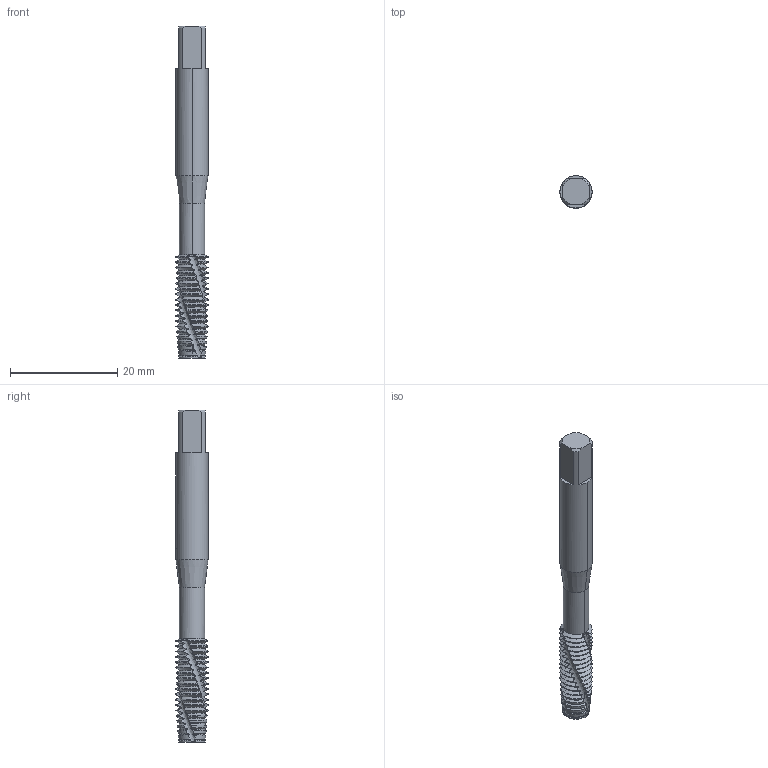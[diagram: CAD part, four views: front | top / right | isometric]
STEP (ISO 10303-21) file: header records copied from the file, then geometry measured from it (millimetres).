
FILE_DESCRIPTION(('no description'),'unknown implementation level');
FILE_NAME('solid4vx9gqemBBblwvkziKbOi6o__1s_1.STP',' ',('CIM GmbH Aachen'),('CADClick - KiM GmbH - www.kimweb.de'),'unknown preprocess','ACIS','unknown authorization');
FILE_SCHEMA(('automotive_design'));
Length unit declared in the file: millimetre
Products named in the file (2): 1; 2
Bounding box: 6 x 6 x 62 mm (x, y, z)
Volume: 1440.9 mm3; surface area: 1830.2 mm2
Topology: 2 solids, 2 shells, 412 faces, 1161 edges, 747 vertices
Faces by surface type: cone 223, cylinder 163, plane 17, bspline 6, revolution 3
Entity records: 31715 total; most frequent: CARTESIAN_POINT 8901, STYLED_ITEM 2316, PRESENTATION_STYLE_ASSIGNMENT 2316, COLOUR_RGB 2316, ORIENTED_EDGE 2310, DIRECTION 1904, EDGE_CURVE 1155, CURVE_STYLE 1155
